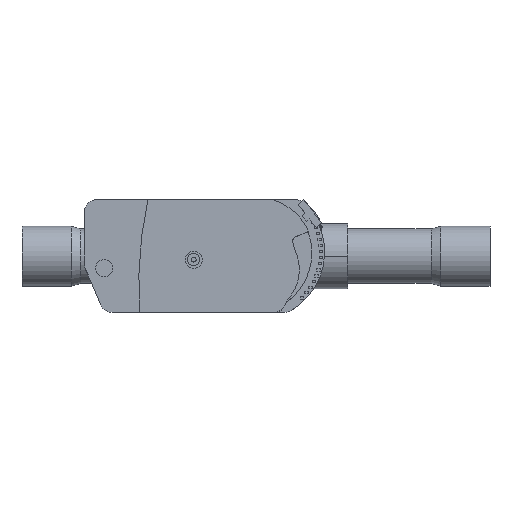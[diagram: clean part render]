
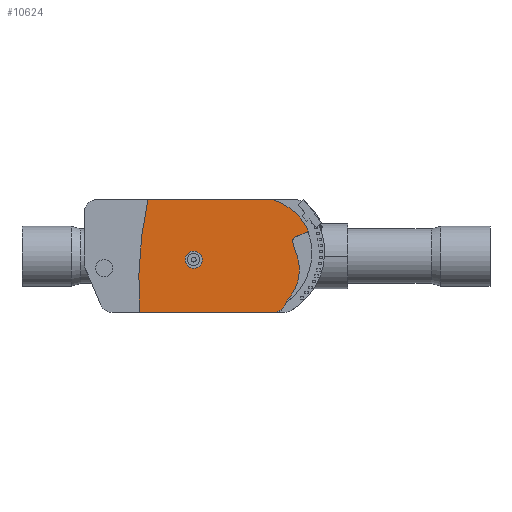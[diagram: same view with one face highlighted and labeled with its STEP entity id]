
A CAD part, top view. The second image highlights one B-rep face of the part: STEP entity #10624.
In plain terms, the highlighted planar face has unit normal (0, 0, 1).
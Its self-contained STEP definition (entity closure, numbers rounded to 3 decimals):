
#296=DIRECTION('',(1.,0.,0.));
#297=VECTOR('',#296,54.758);
#298=CARTESIAN_POINT('',(-47.435,-23.,65.25));
#299=LINE('',#298,#297);
#305=CARTESIAN_POINT('',(-25.45,-1.5,65.25));
#306=DIRECTION('',(0.,0.,-1.));
#307=DIRECTION('',(0.,-1.,0.));
#308=AXIS2_PLACEMENT_3D('',#305,#306,#307);
#310=CARTESIAN_POINT('',(-25.45,-1.5,65.25));
#311=DIRECTION('',(0.,0.,-1.));
#312=DIRECTION('',(0.,1.,0.));
#313=AXIS2_PLACEMENT_3D('',#310,#311,#312);
#315=CARTESIAN_POINT('',(0.002,0.411,65.25));
#316=DIRECTION('',(0.,0.,-1.));
#317=DIRECTION('',(0.285,0.959,0.));
#318=AXIS2_PLACEMENT_3D('',#315,#316,#317);
#320=CARTESIAN_POINT('',(21.412,10.009,65.25));
#321=CARTESIAN_POINT('',(21.426,10.014,65.25));
#322=CARTESIAN_POINT('',(21.448,10.031,65.25));
#323=CARTESIAN_POINT('',(21.471,10.068,65.25));
#324=CARTESIAN_POINT('',(21.475,10.111,65.25));
#325=CARTESIAN_POINT('',(21.467,10.137,65.25));
#326=CARTESIAN_POINT('',(21.46,10.149,65.25));
#328=DIRECTION('',(-0.92,-0.393,0.));
#329=VECTOR('',#328,5.745);
#330=CARTESIAN_POINT('',(21.412,10.009,65.25));
#331=LINE('',#330,#329);
#332=CARTESIAN_POINT('',(-0.624,-5.535,65.25));
#333=DIRECTION('',(0.,0.,-1.));
#334=DIRECTION('',(0.906,0.422,0.));
#335=AXIS2_PLACEMENT_3D('',#332,#333,#334);
#337=DIRECTION('',(0.208,0.978,0.));
#338=VECTOR('',#337,0.639);
#339=CARTESIAN_POINT('',(12.248,-19.041,65.25));
#340=LINE('',#339,#338);
#341=CARTESIAN_POINT('',(7.324,-18.,65.25));
#342=DIRECTION('',(0.,0.,1.));
#343=DIRECTION('',(0.,-1.,0.));
#344=AXIS2_PLACEMENT_3D('',#341,#342,#343);
#346=DIRECTION('',(0.024,-1.,0.));
#347=VECTOR('',#346,15.422);
#348=CARTESIAN_POINT('',(-47.801,-7.582,65.25));
#349=LINE('',#348,#347);
#350=DIRECTION('',(-0.073,-0.997,0.));
#351=VECTOR('',#350,15.422);
#352=CARTESIAN_POINT('',(-46.68,7.799,65.25));
#353=LINE('',#352,#351);
#354=DIRECTION('',(-0.168,-0.986,0.));
#355=VECTOR('',#354,15.422);
#356=CARTESIAN_POINT('',(-44.081,23.,65.25));
#357=LINE('',#356,#355);
#358=DIRECTION('',(-1.,0.,0.));
#359=VECTOR('',#358,50.793);
#360=CARTESIAN_POINT('',(6.712,23.,65.25));
#361=LINE('',#360,#359);
#850=DIRECTION('',(0.317,0.948,0.));
#851=VECTOR('',#850,0.576);
#852=CARTESIAN_POINT('',(12.065,-19.587,65.25));
#853=LINE('',#852,#851);
#901=DIRECTION('',(-0.295,0.956,0.));
#902=VECTOR('',#901,3.271);
#903=CARTESIAN_POINT('',(15.967,2.199,65.25));
#904=LINE('',#903,#902);
#909=CARTESIAN_POINT('',(16.914,5.913,65.25));
#910=DIRECTION('',(0.,0.,-1.));
#911=DIRECTION('',(-0.956,-0.295,0.));
#912=AXIS2_PLACEMENT_3D('',#909,#910,#911);
#8173=CARTESIAN_POINT('',(-44.081,23.,65.25));
#8174=CARTESIAN_POINT('',(-46.68,7.799,65.25));
#8175=VERTEX_POINT('',#8173);
#8176=VERTEX_POINT('',#8174);
#8712=CARTESIAN_POINT('',(-25.45,-5.,65.25));
#8713=VERTEX_POINT('',#8712);
#8809=CARTESIAN_POINT('',(-47.801,-7.582,65.25));
#8810=VERTEX_POINT('',#8809);
#9073=CARTESIAN_POINT('',(-25.45,2.,65.25));
#9074=VERTEX_POINT('',#9073);
#9163=CARTESIAN_POINT('',(-47.435,-23.,65.25));
#9165=VERTEX_POINT('',#9163);
#9548=CARTESIAN_POINT('',(15.003,5.324,65.25));
#9549=VERTEX_POINT('',#9548);
#9550=CARTESIAN_POINT('',(16.129,7.752,65.25));
#9551=VERTEX_POINT('',#9550);
#9696=CARTESIAN_POINT('',(7.324,-23.,65.25));
#9697=CARTESIAN_POINT('',(12.065,-19.587,65.25));
#9698=VERTEX_POINT('',#9696);
#9699=VERTEX_POINT('',#9697);
#9704=CARTESIAN_POINT('',(12.248,-19.041,65.25));
#9705=VERTEX_POINT('',#9704);
#9723=CARTESIAN_POINT('',(21.412,10.009,65.25));
#9725=VERTEX_POINT('',#9723);
#9735=CARTESIAN_POINT('',(15.967,2.199,65.25));
#9737=VERTEX_POINT('',#9735);
#9740=CARTESIAN_POINT('',(12.381,-18.416,65.25));
#9741=VERTEX_POINT('',#9740);
#9743=CARTESIAN_POINT('',(6.712,23.,65.25));
#9745=VERTEX_POINT('',#9743);
#9747=CARTESIAN_POINT('',(21.46,10.149,65.25));
#9749=VERTEX_POINT('',#9747);
#10585=CARTESIAN_POINT('',(-15.264,0.013,65.25));
#10586=DIRECTION('',(0.,0.,1.));
#10587=DIRECTION('',(-1.,0.,0.));
#10588=AXIS2_PLACEMENT_3D('',#10585,#10586,#10587);
#10589=PLANE('',#10588);
#10591=ORIENTED_EDGE('',*,*,#10590,.T.);
#10593=ORIENTED_EDGE('',*,*,#10592,.F.);
#10595=ORIENTED_EDGE('',*,*,#10594,.T.);
#10597=ORIENTED_EDGE('',*,*,#10596,.F.);
#10599=ORIENTED_EDGE('',*,*,#10598,.F.);
#10601=ORIENTED_EDGE('',*,*,#10600,.T.);
#10603=ORIENTED_EDGE('',*,*,#10602,.F.);
#10605=ORIENTED_EDGE('',*,*,#10604,.F.);
#10606=ORIENTED_EDGE('',*,*,#10568,.F.);
#10607=ORIENTED_EDGE('',*,*,#10551,.F.);
#10609=ORIENTED_EDGE('',*,*,#10608,.F.);
#10611=ORIENTED_EDGE('',*,*,#10610,.F.);
#10613=ORIENTED_EDGE('',*,*,#10612,.F.);
#10615=ORIENTED_EDGE('',*,*,#10614,.F.);
#10616=EDGE_LOOP('',(#10591,#10593,#10595,#10597,#10599,#10601,#10603,#10605,
#10606,#10607,#10609,#10611,#10613,#10615));
#10617=FACE_OUTER_BOUND('',#10616,.F.);
#10619=ORIENTED_EDGE('',*,*,#10618,.F.);
#10621=ORIENTED_EDGE('',*,*,#10620,.F.);
#10622=EDGE_LOOP('',(#10619,#10621));
#10623=FACE_BOUND('',#10622,.F.);
#309=CIRCLE('',#308,3.5);
#314=CIRCLE('',#313,3.5);
#319=CIRCLE('',#318,23.565);
#327=B_SPLINE_CURVE_WITH_KNOTS('',3,(#320,#321,#322,#323,#324,#325,#326),
.UNSPECIFIED.,.F.,.F.,(4,1,1,1,4),(0.,0.25,0.5,0.75,1.),
.UNSPECIFIED.);
#336=CIRCLE('',#335,18.305);
#345=CIRCLE('',#344,5.);
#913=CIRCLE('',#912,2.);
#10551=EDGE_CURVE('',#9165,#9698,#299,.T.);
#10568=EDGE_CURVE('',#9698,#9699,#345,.T.);
#10590=EDGE_CURVE('',#9745,#9749,#319,.T.);
#10592=EDGE_CURVE('',#9725,#9749,#327,.T.);
#10594=EDGE_CURVE('',#9725,#9551,#331,.T.);
#10596=EDGE_CURVE('',#9549,#9551,#913,.T.);
#10598=EDGE_CURVE('',#9737,#9549,#904,.T.);
#10600=EDGE_CURVE('',#9737,#9741,#336,.T.);
#10602=EDGE_CURVE('',#9705,#9741,#340,.T.);
#10604=EDGE_CURVE('',#9699,#9705,#853,.T.);
#10608=EDGE_CURVE('',#8810,#9165,#349,.T.);
#10610=EDGE_CURVE('',#8176,#8810,#353,.T.);
#10612=EDGE_CURVE('',#8175,#8176,#357,.T.);
#10614=EDGE_CURVE('',#9745,#8175,#361,.T.);
#10618=EDGE_CURVE('',#8713,#9074,#309,.T.);
#10620=EDGE_CURVE('',#9074,#8713,#314,.T.);
#10624=ADVANCED_FACE('',(#10617,#10623),#10589,.T.);
